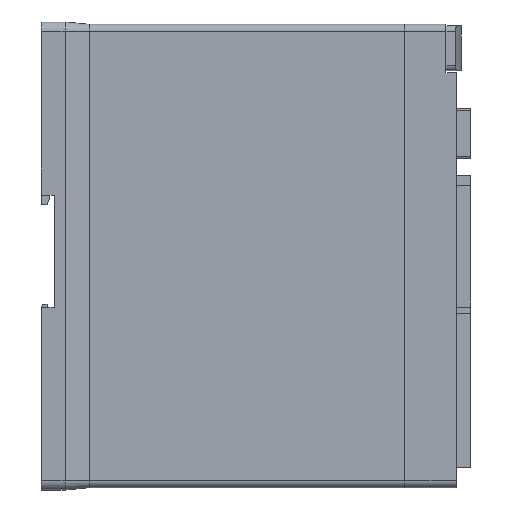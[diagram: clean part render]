
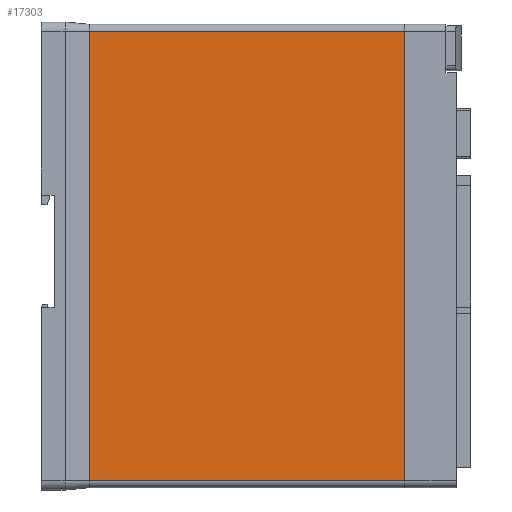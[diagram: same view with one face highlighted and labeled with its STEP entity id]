
A CAD part, left-side view. The second image highlights one B-rep face of the part: STEP entity #17303.
In plain terms, the highlighted planar face has unit normal (-1, 0, 0).
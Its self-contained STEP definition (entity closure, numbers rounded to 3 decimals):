
#16968=CARTESIAN_POINT('POINT5453',(-36.25,-15.59,-72.75)
   );
#16969=VERTEX_POINT('VERTEX5453',#16968);
#16993=CARTESIAN_POINT('POINT5454',(-36.25,-15.59,
   72.75));
#16994=VERTEX_POINT('VERTEX5454',#16993);
#16995=CARTESIAN_POINT('POS9961',(-36.25,-15.59,72.75));
#16996=DIRECTION('DIR13528',(0.,
   0.,-1.));
#16997=VECTOR('VEC6394',#16996,25.4);
#16998=LINE('STRAIGHT6394',#16995,#16997);
#16999=EDGE_CURVE('EDGE8218',#16994,#16969,#16998,.T.);
#17255=CARTESIAN_POINT('POINT5466',(-36.25,-117.59,-72.75
   ));
#17256=VERTEX_POINT('VERTEX5466',#17255);
#17264=CARTESIAN_POINT('POS9988',(-36.25,-15.59,-72.75));
#17265=DIRECTION('DIR13566',(0.,-1.,0.));
#17266=VECTOR('VEC6410',#17265,25.4);
#17267=LINE('STRAIGHT6410',#17264,#17266);
#17268=EDGE_CURVE('EDGE8238',#16969,#17256,#17267,.T.);
#17280=CARTESIAN_POINT('POINT5467',(-36.25,-117.59,
   72.75));
#17281=VERTEX_POINT('VERTEX5467',#17280);
#17282=CARTESIAN_POINT('POS9990',(-36.25,-117.59,-36.375)
   );
#17283=DIRECTION('DIR13569',(0.,0.,1.));
#17284=VECTOR('VEC6411',#17283,25.4);
#17285=LINE('STRAIGHT6411',#17282,#17284);
#17286=EDGE_CURVE('EDGE8239',#17256,#17281,#17285,.T.);
#17287=ORIENTED_EDGE('COEDGE16462',*,*,#17286,.T.);
#17288=CARTESIAN_POINT('POS9991',(-36.25,-15.59,
   72.75));
#17289=DIRECTION('DIR13570',(0.,-1.,0.));
#17290=VECTOR('VEC6412',#17289,25.4);
#17291=LINE('STRAIGHT6412',#17288,#17290);
#17292=EDGE_CURVE('EDGE8240',#16994,#17281,#17291,.T.);
#17293=ORIENTED_EDGE('COEDGE16463',*,*,#17292,.F.);
#17294=ORIENTED_EDGE('COEDGE16464',*,*,#16999,.T.);
#17295=ORIENTED_EDGE('COEDGE16465',*,*,#17268,.T.);
#17296=EDGE_LOOP('NONE',(#17287,#17293,#17294,#17295));
#17297=FACE_BOUND('LOOP1',#17296,.T.);
#17298=CARTESIAN_POINT('POS9992',(-36.25,-15.59,-72.75));
#17299=DIRECTION('DIR13571',(-1.,0.,
   0.));
#17300=DIRECTION('DIR13572',(0.,1.,
   0.));
#17301=AXIS2_PLACEMENT_3D('AXIS3580',#17298,#17299,#17300);
#17302=PLANE('PLANE2040',#17301);
#17303=ADVANCED_FACE('FACE3500',(#17297),#17302,.T.);
